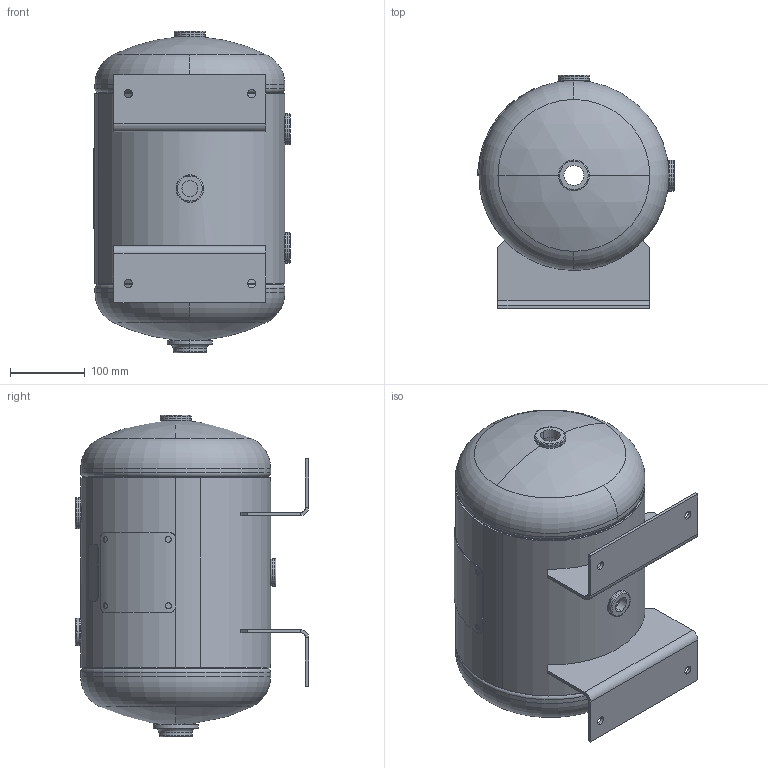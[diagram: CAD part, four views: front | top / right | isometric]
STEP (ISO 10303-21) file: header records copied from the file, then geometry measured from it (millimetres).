
FILE_DESCRIPTION (( 'STEP AP214' ), '1' );
FILE_NAME ('304932.STEP', '2024-03-20T21:00:13', ( '' ), ( '' ), 'SwSTEP 2.0', 'SolidWorks 2022', '' );
FILE_SCHEMA (( 'AUTOMOTIVE_DESIGN' ));
Length unit declared in the file: inch
Products named in the file (10): NP-HOR_10; 304932-SL; HEAD_10X094JOG; 304932; S36195; PHOENIX FLAT FLANGE_0750; A84496; PHOENIX FLAT FLANGE_1000; PHOENIX FLAT FLANGE_0500P393
Assembly tree (14 placements, depth 2):
  304932
    304932-SL
    HEAD_10X094JOG
    HEAD_10X094JOG
    PHOENIX FLAT FLANGE_1000
    PHOENIX FLAT FLANGE_0750  x4
    PHOENIX FLAT FLANGE_0500P393  x2
    A84496  x2
    S36195
    NP-HOR_10
Bounding box: 262.66 x 311.94 x 429.84 mm (x, y, z)
Volume: 1185405.2 mm3; surface area: 899231.1 mm2
Topology: 14 solids, 14 shells, 310 faces, 682 edges, 408 vertices
Faces by surface type: torus 108, cylinder 102, plane 70, bspline 22, sphere 8
Entity records: 12098 total; most frequent: CARTESIAN_POINT 7175, DIRECTION 998, ORIENTED_EDGE 888, EDGE_CURVE 444, AXIS2_PLACEMENT_3D 443, VERTEX_POINT 268, CIRCLE 254, EDGE_LOOP 226
